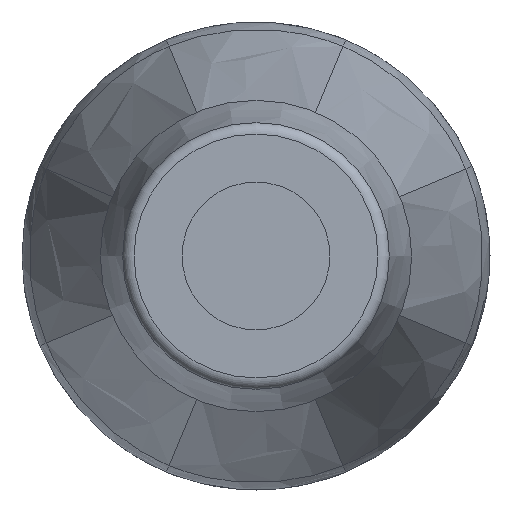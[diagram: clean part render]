
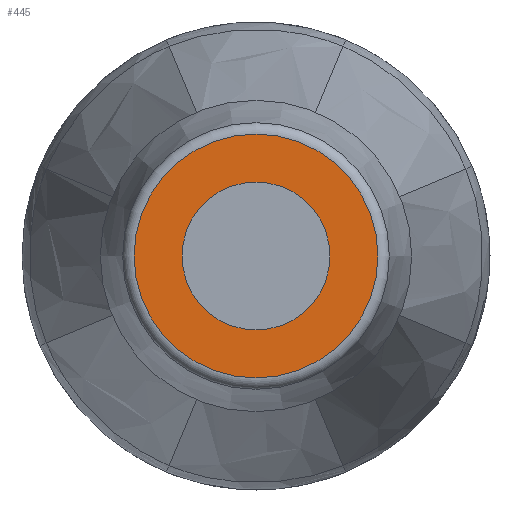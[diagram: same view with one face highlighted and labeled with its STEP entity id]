
A CAD part, left-side view. The second image highlights one B-rep face of the part: STEP entity #445.
In plain terms, the highlighted planar face has unit normal (-1, 0, 0).
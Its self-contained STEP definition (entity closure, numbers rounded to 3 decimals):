
#27=PLANE('',#467);
#32=FACE_BOUND('',#134,.T.);
#45=CIRCLE('',#466,12.8);
#46=CIRCLE('',#468,21.104);
#99=FACE_OUTER_BOUND('',#133,.T.);
#133=EDGE_LOOP('',(#367));
#134=EDGE_LOOP('',(#368));
#215=VERTEX_POINT('',#1846);
#216=VERTEX_POINT('',#1849);
#273=EDGE_CURVE('',#215,#215,#45,.T.);
#274=EDGE_CURVE('',#216,#216,#46,.T.);
#367=ORIENTED_EDGE('',*,*,#274,.F.);
#368=ORIENTED_EDGE('',*,*,#273,.T.);
#445=ADVANCED_FACE('',(#99,#32),#27,.T.);
#466=AXIS2_PLACEMENT_3D('',#1847,#514,#515);
#467=AXIS2_PLACEMENT_3D('',#1848,#516,#517);
#468=AXIS2_PLACEMENT_3D('',#1850,#518,#519);
#514=DIRECTION('center_axis',(1.,0.,0.));
#515=DIRECTION('ref_axis',(0.,0.,-1.));
#516=DIRECTION('center_axis',(-1.,0.,0.));
#517=DIRECTION('ref_axis',(0.,0.,1.));
#518=DIRECTION('center_axis',(1.,0.,0.));
#519=DIRECTION('ref_axis',(0.,0.,-1.));
#1846=CARTESIAN_POINT('',(1.1,12.8,0.));
#1847=CARTESIAN_POINT('Origin',(1.1,0.,0.));
#1848=CARTESIAN_POINT('Origin',(1.1,21.104,0.));
#1849=CARTESIAN_POINT('',(1.1,21.104,0.));
#1850=CARTESIAN_POINT('Origin',(1.1,0.,0.));
